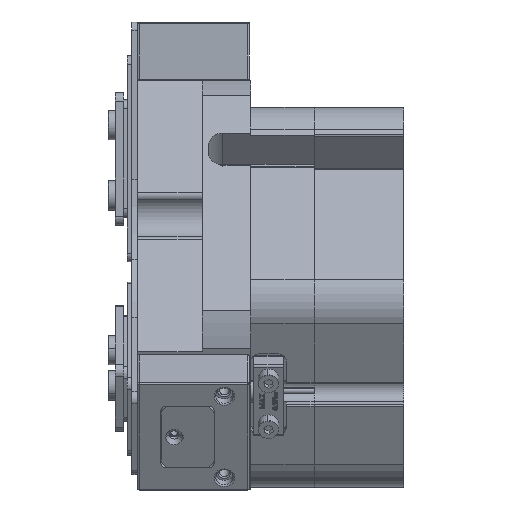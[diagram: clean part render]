
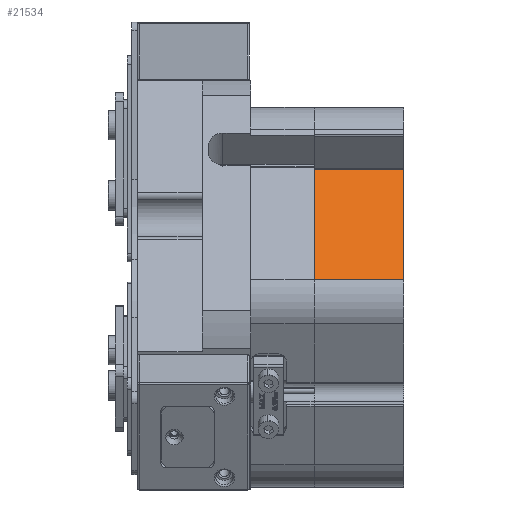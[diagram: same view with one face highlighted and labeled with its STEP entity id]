
A CAD part, left-side view. The second image highlights one B-rep face of the part: STEP entity #21534.
In plain terms, the highlighted face is planar.
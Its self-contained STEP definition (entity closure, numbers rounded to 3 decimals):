
#2153 = DIRECTION ( 'NONE',  ( 0., 1., 0. ) ) ;
#4073 = LINE ( 'NONE', #60324, #55036 ) ;
#6143 = VECTOR ( 'NONE', #17936, 1000. ) ;
#8569 = VECTOR ( 'NONE', #57291, 1000. ) ;
#9349 = VECTOR ( 'NONE', #2153, 1000. ) ;
#12418 = CARTESIAN_POINT ( 'NONE',  ( 70.148, 30.5, 6.5 ) ) ;
#13845 = PLANE ( 'NONE',  #57493 ) ;
#15820 = ORIENTED_EDGE ( 'NONE', *, *, #35916, .T. ) ;
#17510 = EDGE_CURVE ( 'NONE', #31583, #55542, #24976, .T. ) ;
#17936 = DIRECTION ( 'NONE',  ( 0., -1., 0. ) ) ;
#18915 = DIRECTION ( 'NONE',  ( -0.866, 0., -0.5 ) ) ;
#19454 = CARTESIAN_POINT ( 'NONE',  ( 48.527, 0., 43.949 ) ) ;
#19746 = FACE_OUTER_BOUND ( 'NONE', #24705, .T. ) ;
#21534 = ADVANCED_FACE ( 'NONE', ( #19746 ), #13845, .F. ) ;
#22052 = ORIENTED_EDGE ( 'NONE', *, *, #56557, .T. ) ;
#22711 = LINE ( 'NONE', #12418, #9349 ) ;
#24705 = EDGE_LOOP ( 'NONE', ( #39073, #62556, #22052, #15820 ) ) ;
#24976 = LINE ( 'NONE', #27572, #6143 ) ;
#27572 = CARTESIAN_POINT ( 'NONE',  ( 48.527, 30.5, 43.949 ) ) ;
#28994 = VERTEX_POINT ( 'NONE', #38022 ) ;
#29122 = EDGE_CURVE ( 'NONE', #31583, #28994, #4073, .T. ) ;
#30611 = LINE ( 'NONE', #53091, #8569 ) ;
#31583 = VERTEX_POINT ( 'NONE', #36339 ) ;
#35916 = EDGE_CURVE ( 'NONE', #43306, #28994, #22711, .T. ) ;
#36339 = CARTESIAN_POINT ( 'NONE',  ( 48.527, 30.5, 43.949 ) ) ;
#38022 = CARTESIAN_POINT ( 'NONE',  ( 70.148, 30.5, 6.5 ) ) ;
#39073 = ORIENTED_EDGE ( 'NONE', *, *, #29122, .F. ) ;
#40650 = CARTESIAN_POINT ( 'NONE',  ( 70.148, 0., 6.5 ) ) ;
#43306 = VERTEX_POINT ( 'NONE', #40650 ) ;
#48951 = CARTESIAN_POINT ( 'NONE',  ( 74.478, 30.5, -1. ) ) ;
#53091 = CARTESIAN_POINT ( 'NONE',  ( 74.478, 0., -1. ) ) ;
#53960 = DIRECTION ( 'NONE',  ( -0.5, 0., 0.866 ) ) ;
#54839 = DIRECTION ( 'NONE',  ( 0.5, 0., -0.866 ) ) ;
#55036 = VECTOR ( 'NONE', #54839, 1000. ) ;
#55542 = VERTEX_POINT ( 'NONE', #19454 ) ;
#56557 = EDGE_CURVE ( 'NONE', #55542, #43306, #30611, .T. ) ;
#57291 = DIRECTION ( 'NONE',  ( 0.5, 0., -0.866 ) ) ;
#57493 = AXIS2_PLACEMENT_3D ( 'NONE', #48951, #18915, #53960 ) ;
#60324 = CARTESIAN_POINT ( 'NONE',  ( 74.478, 30.5, -1. ) ) ;
#62556 = ORIENTED_EDGE ( 'NONE', *, *, #17510, .T. ) ;
